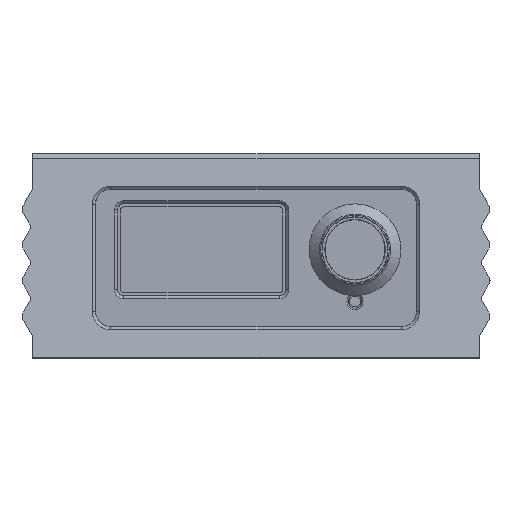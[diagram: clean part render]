
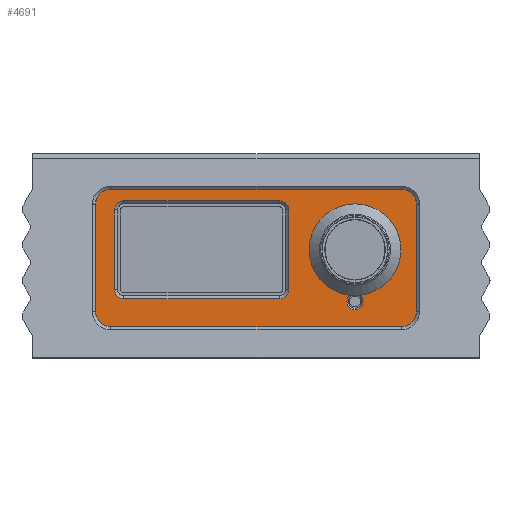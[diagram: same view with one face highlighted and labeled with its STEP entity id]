
A CAD part, front view. The second image highlights one B-rep face of the part: STEP entity #4691.
In plain terms, the highlighted planar face has unit normal (0, -1, 0).
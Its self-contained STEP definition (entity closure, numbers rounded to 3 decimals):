
#39=B_SPLINE_CURVE_WITH_KNOTS('',3,(#7886,#7887,#7888,#7889),
 .UNSPECIFIED.,.F.,.F.,(4,4),(-3.771,-3.764),
 .UNSPECIFIED.);
#40=B_SPLINE_CURVE_WITH_KNOTS('',3,(#7891,#7892,#7893,#7894,#7895),
 .UNSPECIFIED.,.F.,.F.,(4,1,4),(0.,0.673,
1.571),.UNSPECIFIED.);
#41=B_SPLINE_CURVE_WITH_KNOTS('',3,(#7899,#7900,#7901,#7902,#7903),
 .UNSPECIFIED.,.F.,.F.,(4,1,4),(-1.571,-0.898,0.),
 .UNSPECIFIED.);
#42=B_SPLINE_CURVE_WITH_KNOTS('',3,(#7905,#7906,#7907,#7908),
 .UNSPECIFIED.,.F.,.F.,(4,4),(2.104,2.111),
 .UNSPECIFIED.);
#141=FACE_BOUND('',#1722,.T.);
#142=FACE_BOUND('',#1723,.T.);
#143=FACE_BOUND('',#1724,.T.);
#553=LINE('',#7790,#1034);
#555=LINE('',#7793,#1036);
#593=LINE('',#7880,#1074);
#594=LINE('',#7884,#1075);
#595=LINE('',#7897,#1076);
#596=LINE('',#7910,#1077);
#597=LINE('',#7916,#1078);
#598=LINE('',#7920,#1079);
#599=LINE('',#7924,#1080);
#600=LINE('',#7928,#1081);
#1034=VECTOR('',#6197,10.);
#1036=VECTOR('',#6201,10.);
#1074=VECTOR('',#6289,10.);
#1075=VECTOR('',#6292,10.);
#1076=VECTOR('',#6293,10.);
#1077=VECTOR('',#6294,10.);
#1078=VECTOR('',#6299,10.);
#1079=VECTOR('',#6302,10.);
#1080=VECTOR('',#6305,10.);
#1081=VECTOR('',#6308,10.);
#1424=FACE_OUTER_BOUND('',#1721,.T.);
#1721=EDGE_LOOP('',(#4054,#4055,#4056,#4057,#4058,#4059,#4060,#4061,#4062,
#4063,#4064,#4065,#4066,#4067));
#1722=EDGE_LOOP('',(#4068));
#1723=EDGE_LOOP('',(#4069,#4070,#4071,#4072,#4073,#4074,#4075,#4076));
#1724=EDGE_LOOP('',(#4077));
#1851=CIRCLE('',#5074,1.7);
#1853=CIRCLE('',#5079,1.7);
#1866=CIRCLE('',#5117,2.65);
#1868=CIRCLE('',#5120,0.2);
#1869=CIRCLE('',#5121,0.2);
#1870=CIRCLE('',#5122,4.9);
#1871=CIRCLE('',#5123,3.);
#1872=CIRCLE('',#5124,3.);
#1873=CIRCLE('',#5125,3.);
#1874=CIRCLE('',#5126,3.);
#2201=VERTEX_POINT('',#7697);
#2202=VERTEX_POINT('',#7699);
#2207=VERTEX_POINT('',#7710);
#2208=VERTEX_POINT('',#7712);
#2242=VERTEX_POINT('',#7789);
#2264=VERTEX_POINT('',#7873);
#2266=VERTEX_POINT('',#7879);
#2267=VERTEX_POINT('',#7881);
#2268=VERTEX_POINT('',#7883);
#2269=VERTEX_POINT('',#7885);
#2270=VERTEX_POINT('',#7890);
#2271=VERTEX_POINT('',#7896);
#2272=VERTEX_POINT('',#7898);
#2273=VERTEX_POINT('',#7904);
#2274=VERTEX_POINT('',#7909);
#2275=VERTEX_POINT('',#7912);
#2276=VERTEX_POINT('',#7914);
#2277=VERTEX_POINT('',#7915);
#2278=VERTEX_POINT('',#7917);
#2279=VERTEX_POINT('',#7919);
#2280=VERTEX_POINT('',#7921);
#2281=VERTEX_POINT('',#7923);
#2282=VERTEX_POINT('',#7925);
#2283=VERTEX_POINT('',#7927);
#2787=EDGE_CURVE('',#2202,#2201,#1851,.T.);
#2793=EDGE_CURVE('',#2208,#2207,#1853,.T.);
#2832=EDGE_CURVE('',#2208,#2242,#553,.T.);
#2834=EDGE_CURVE('',#2202,#2207,#555,.T.);
#2874=EDGE_CURVE('',#2264,#2264,#1866,.T.);
#2877=EDGE_CURVE('',#2266,#2201,#593,.T.);
#2878=EDGE_CURVE('',#2267,#2266,#1868,.T.);
#2879=EDGE_CURVE('',#2268,#2267,#594,.T.);
#2880=EDGE_CURVE('',#2269,#2268,#39,.T.);
#2881=EDGE_CURVE('',#2270,#2269,#40,.T.);
#2882=EDGE_CURVE('',#2271,#2270,#595,.T.);
#2883=EDGE_CURVE('',#2272,#2271,#41,.T.);
#2884=EDGE_CURVE('',#2273,#2272,#42,.T.);
#2885=EDGE_CURVE('',#2274,#2273,#596,.T.);
#2886=EDGE_CURVE('',#2242,#2274,#1869,.T.);
#2887=EDGE_CURVE('',#2275,#2275,#1870,.T.);
#2888=EDGE_CURVE('',#2276,#2277,#597,.T.);
#2889=EDGE_CURVE('',#2278,#2276,#1871,.T.);
#2890=EDGE_CURVE('',#2279,#2278,#598,.T.);
#2891=EDGE_CURVE('',#2280,#2279,#1872,.T.);
#2892=EDGE_CURVE('',#2281,#2280,#599,.T.);
#2893=EDGE_CURVE('',#2282,#2281,#1873,.T.);
#2894=EDGE_CURVE('',#2283,#2282,#600,.T.);
#2895=EDGE_CURVE('',#2277,#2283,#1874,.T.);
#4054=ORIENTED_EDGE('',*,*,#2787,.T.);
#4055=ORIENTED_EDGE('',*,*,#2877,.F.);
#4056=ORIENTED_EDGE('',*,*,#2878,.F.);
#4057=ORIENTED_EDGE('',*,*,#2879,.F.);
#4058=ORIENTED_EDGE('',*,*,#2880,.F.);
#4059=ORIENTED_EDGE('',*,*,#2881,.F.);
#4060=ORIENTED_EDGE('',*,*,#2882,.F.);
#4061=ORIENTED_EDGE('',*,*,#2883,.F.);
#4062=ORIENTED_EDGE('',*,*,#2884,.F.);
#4063=ORIENTED_EDGE('',*,*,#2885,.F.);
#4064=ORIENTED_EDGE('',*,*,#2886,.F.);
#4065=ORIENTED_EDGE('',*,*,#2832,.F.);
#4066=ORIENTED_EDGE('',*,*,#2793,.T.);
#4067=ORIENTED_EDGE('',*,*,#2834,.F.);
#4068=ORIENTED_EDGE('',*,*,#2887,.F.);
#4069=ORIENTED_EDGE('',*,*,#2888,.F.);
#4070=ORIENTED_EDGE('',*,*,#2889,.F.);
#4071=ORIENTED_EDGE('',*,*,#2890,.F.);
#4072=ORIENTED_EDGE('',*,*,#2891,.F.);
#4073=ORIENTED_EDGE('',*,*,#2892,.F.);
#4074=ORIENTED_EDGE('',*,*,#2893,.F.);
#4075=ORIENTED_EDGE('',*,*,#2894,.F.);
#4076=ORIENTED_EDGE('',*,*,#2895,.F.);
#4077=ORIENTED_EDGE('',*,*,#2874,.F.);
#4451=PLANE('',#5119);
#4691=ADVANCED_FACE('',(#1424,#141,#142,#143),#4451,.T.);
#5074=AXIS2_PLACEMENT_3D('',#7700,#6127,#6128);
#5079=AXIS2_PLACEMENT_3D('',#7713,#6139,#6140);
#5117=AXIS2_PLACEMENT_3D('',#7874,#6282,#6283);
#5119=AXIS2_PLACEMENT_3D('',#7878,#6287,#6288);
#5120=AXIS2_PLACEMENT_3D('',#7882,#6290,#6291);
#5121=AXIS2_PLACEMENT_3D('',#7911,#6295,#6296);
#5122=AXIS2_PLACEMENT_3D('',#7913,#6297,#6298);
#5123=AXIS2_PLACEMENT_3D('',#7918,#6300,#6301);
#5124=AXIS2_PLACEMENT_3D('',#7922,#6303,#6304);
#5125=AXIS2_PLACEMENT_3D('',#7926,#6306,#6307);
#5126=AXIS2_PLACEMENT_3D('',#7929,#6309,#6310);
#6127=DIRECTION('center_axis',(0.,1.,0.));
#6128=DIRECTION('ref_axis',(-1.,0.,0.));
#6139=DIRECTION('center_axis',(0.,1.,0.));
#6140=DIRECTION('ref_axis',(-1.,0.,0.));
#6197=DIRECTION('',(-1.,0.,0.));
#6201=DIRECTION('',(-1.,0.,0.));
#6282=DIRECTION('center_axis',(0.,-1.,0.));
#6283=DIRECTION('ref_axis',(1.,0.,0.));
#6287=DIRECTION('center_axis',(0.,-1.,0.));
#6288=DIRECTION('ref_axis',(0.,0.,-1.));
#6289=DIRECTION('',(-1.,0.,0.));
#6290=DIRECTION('center_axis',(0.,1.,0.));
#6291=DIRECTION('ref_axis',(0.707,0.,-0.707));
#6292=DIRECTION('',(0.,0.,-1.));
#6293=DIRECTION('',(1.,0.,0.));
#6294=DIRECTION('',(0.,0.,1.));
#6295=DIRECTION('center_axis',(0.,1.,0.));
#6296=DIRECTION('ref_axis',(-0.707,0.,-0.707));
#6297=DIRECTION('center_axis',(0.,-1.,0.));
#6298=DIRECTION('ref_axis',(1.,0.,0.));
#6299=DIRECTION('',(0.,0.,1.));
#6300=DIRECTION('center_axis',(0.,-1.,0.));
#6301=DIRECTION('ref_axis',(0.,0.,-1.));
#6302=DIRECTION('',(1.,0.,0.));
#6303=DIRECTION('center_axis',(0.,-1.,0.));
#6304=DIRECTION('ref_axis',(-1.,0.,0.));
#6305=DIRECTION('',(0.,0.,-1.));
#6306=DIRECTION('center_axis',(0.,-1.,0.));
#6307=DIRECTION('ref_axis',(0.,0.,1.));
#6308=DIRECTION('',(-1.,0.,0.));
#6309=DIRECTION('center_axis',(0.,-1.,0.));
#6310=DIRECTION('ref_axis',(1.,0.,0.));
#7697=CARTESIAN_POINT('',(-39.179,13.2,-1.776));
#7699=CARTESIAN_POINT('',(-42.378,13.2,-1.776));
#7700=CARTESIAN_POINT('Origin',(-40.778,13.2,-1.201));
#7710=CARTESIAN_POINT('',(-114.054,13.2,-1.776));
#7712=CARTESIAN_POINT('',(-117.253,13.2,-1.776));
#7713=CARTESIAN_POINT('Origin',(-115.653,13.2,-1.201));
#7789=CARTESIAN_POINT('',(-127.653,13.2,-1.776));
#7790=CARTESIAN_POINT('',(-45.403,13.2,-1.776));
#7793=CARTESIAN_POINT('',(-45.403,13.2,-1.776));
#7873=CARTESIAN_POINT('',(-43.428,13.2,11.049));
#7874=CARTESIAN_POINT('Origin',(-40.778,13.2,11.049));
#7878=CARTESIAN_POINT('Origin',(-73.153,13.2,21.956));
#7879=CARTESIAN_POINT('',(-18.653,13.2,-1.776));
#7880=CARTESIAN_POINT('',(-45.403,13.2,-1.776));
#7881=CARTESIAN_POINT('',(-18.453,13.2,-1.576));
#7882=CARTESIAN_POINT('Origin',(-18.653,13.2,-1.576));
#7883=CARTESIAN_POINT('',(-18.453,13.2,50.193));
#7884=CARTESIAN_POINT('',(-18.453,13.2,10.19));
#7885=CARTESIAN_POINT('',(-18.453,13.2,50.263));
#7886=CARTESIAN_POINT('Ctrl Pts',(-18.453,13.2,50.263));
#7887=CARTESIAN_POINT('Ctrl Pts',(-18.453,13.2,50.24));
#7888=CARTESIAN_POINT('Ctrl Pts',(-18.453,13.2,50.216));
#7889=CARTESIAN_POINT('Ctrl Pts',(-18.453,13.2,50.193));
#7890=CARTESIAN_POINT('',(-18.653,13.2,50.467));
#7891=CARTESIAN_POINT('Ctrl Pts',(-18.653,13.2,50.467));
#7892=CARTESIAN_POINT('Ctrl Pts',(-18.609,13.2,50.467));
#7893=CARTESIAN_POINT('Ctrl Pts',(-18.505,13.2,50.431));
#7894=CARTESIAN_POINT('Ctrl Pts',(-18.453,13.2,50.325));
#7895=CARTESIAN_POINT('Ctrl Pts',(-18.453,13.2,50.263));
#7896=CARTESIAN_POINT('',(-127.653,13.2,50.467));
#7897=CARTESIAN_POINT('',(-73.153,13.2,50.467));
#7898=CARTESIAN_POINT('',(-127.853,13.2,50.263));
#7899=CARTESIAN_POINT('Ctrl Pts',(-127.853,13.2,50.263));
#7900=CARTESIAN_POINT('Ctrl Pts',(-127.853,13.2,50.309));
#7901=CARTESIAN_POINT('Ctrl Pts',(-127.815,13.2,50.417));
#7902=CARTESIAN_POINT('Ctrl Pts',(-127.712,13.2,50.467));
#7903=CARTESIAN_POINT('Ctrl Pts',(-127.653,13.2,50.467));
#7904=CARTESIAN_POINT('',(-127.853,13.2,50.193));
#7905=CARTESIAN_POINT('Ctrl Pts',(-127.853,13.2,50.193));
#7906=CARTESIAN_POINT('Ctrl Pts',(-127.853,13.2,50.216));
#7907=CARTESIAN_POINT('Ctrl Pts',(-127.853,13.2,50.24));
#7908=CARTESIAN_POINT('Ctrl Pts',(-127.853,13.2,50.263));
#7909=CARTESIAN_POINT('',(-127.853,13.2,-1.576));
#7910=CARTESIAN_POINT('',(-127.853,13.2,10.19));
#7911=CARTESIAN_POINT('Origin',(-127.653,13.2,-1.576));
#7912=CARTESIAN_POINT('',(-45.678,13.2,28.174));
#7913=CARTESIAN_POINT('Origin',(-40.778,13.2,28.174));
#7914=CARTESIAN_POINT('',(-62.403,13.2,14.974));
#7915=CARTESIAN_POINT('',(-62.403,13.2,40.974));
#7916=CARTESIAN_POINT('',(-62.403,13.2,33.137));
#7917=CARTESIAN_POINT('',(-65.403,13.2,11.974));
#7918=CARTESIAN_POINT('Origin',(-65.403,13.2,14.974));
#7919=CARTESIAN_POINT('',(-116.403,13.2,11.974));
#7920=CARTESIAN_POINT('',(-69.278,13.2,11.974));
#7921=CARTESIAN_POINT('',(-119.403,13.2,14.974));
#7922=CARTESIAN_POINT('Origin',(-116.403,13.2,14.974));
#7923=CARTESIAN_POINT('',(-119.403,13.2,40.974));
#7924=CARTESIAN_POINT('',(-119.403,13.2,20.137));
#7925=CARTESIAN_POINT('',(-116.403,13.2,43.974));
#7926=CARTESIAN_POINT('Origin',(-116.403,13.2,40.974));
#7927=CARTESIAN_POINT('',(-65.403,13.2,43.974));
#7928=CARTESIAN_POINT('',(-94.778,13.2,43.974));
#7929=CARTESIAN_POINT('Origin',(-65.403,13.2,40.974));
